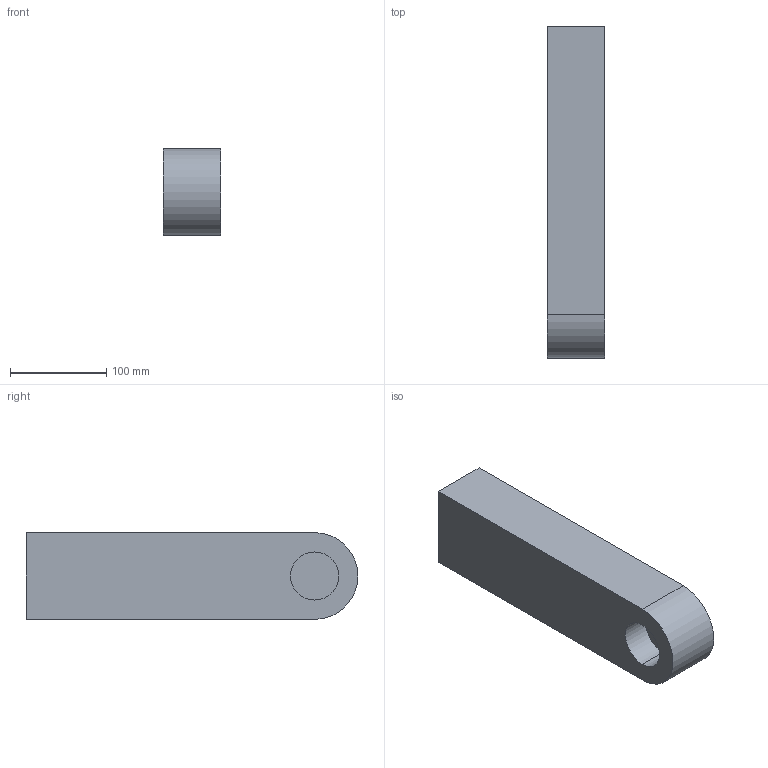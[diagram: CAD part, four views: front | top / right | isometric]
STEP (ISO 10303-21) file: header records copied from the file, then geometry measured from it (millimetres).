
FILE_DESCRIPTION (( 'STEP AP203' ), '1' );
FILE_NAME ('Parte_d_Default_sldprt.STEP', '2021-10-19T09:13:43', ( '' ), ( '' ), 'SwSTEP 2.0', 'SolidWorks 2021', '' );
FILE_SCHEMA (( 'CONFIG_CONTROL_DESIGN' ));
Length unit declared in the file: millimetre
Products named in the file (1): Parte_d_Default_sldprt
Bounding box: 60 x 345 x 90 mm (x, y, z)
Volume: 531106.2 mm3; surface area: 212621 mm2
Topology: 1 solids, 2 shells, 18 faces, 36 edges, 24 vertices
Faces by surface type: plane 12, cylinder 6
Entity records: 547 total; most frequent: DIRECTION 86, CARTESIAN_POINT 79, ORIENTED_EDGE 72, EDGE_CURVE 36, AXIS2_PLACEMENT_3D 31, LINE 24, VECTOR 24, VERTEX_POINT 24
